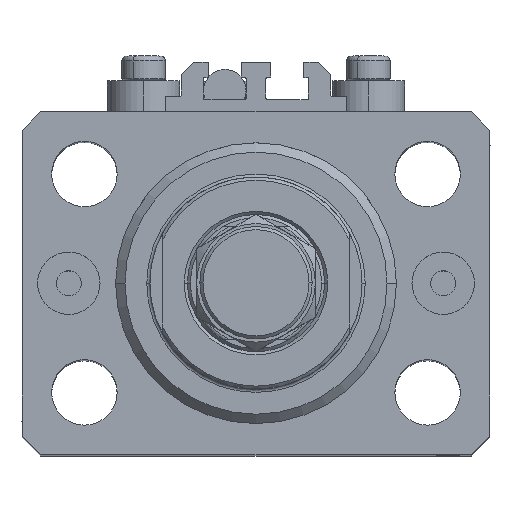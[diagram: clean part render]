
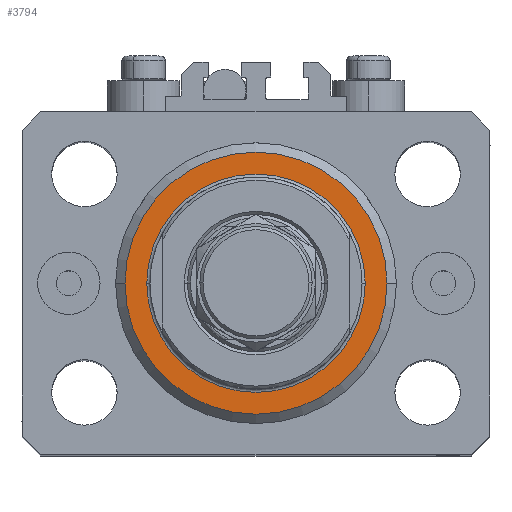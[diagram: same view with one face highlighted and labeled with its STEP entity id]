
A CAD part, top view. The second image highlights one B-rep face of the part: STEP entity #3794.
In plain terms, the highlighted face is planar.
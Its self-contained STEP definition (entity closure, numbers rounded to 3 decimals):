
#347 = AXIS2_PLACEMENT_3D ( 'NONE', #48965, #49446, #37155 ) ;
#2548 = DIRECTION ( 'NONE',  ( 0., 0., 1. ) ) ;
#3794 = ADVANCED_FACE ( 'NONE', ( #24372, #20620 ), #32172, .F. ) ;
#3830 = AXIS2_PLACEMENT_3D ( 'NONE', #17078, #31646, #5307 ) ;
#5307 = DIRECTION ( 'NONE',  ( 1., 0., 0. ) ) ;
#5701 = EDGE_CURVE ( 'NONE', #34590, #16566, #27869, .T. ) ;
#5977 = VERTEX_POINT ( 'NONE', #17491 ) ;
#6870 = CARTESIAN_POINT ( 'NONE',  ( 21., 0., 0. ) ) ;
#6974 = DIRECTION ( 'NONE',  ( 1., 0., 0. ) ) ;
#7058 = EDGE_CURVE ( 'NONE', #34857, #5977, #14261, .T. ) ;
#8413 = CARTESIAN_POINT ( 'NONE',  ( 17.5, 0., 0. ) ) ;
#10067 = DIRECTION ( 'NONE',  ( 1., 0., 0. ) ) ;
#14013 = CARTESIAN_POINT ( 'NONE',  ( 0., 0., 0. ) ) ;
#14261 = CIRCLE ( 'NONE', #3830, 21. ) ;
#15804 = ORIENTED_EDGE ( 'NONE', *, *, #29012, .T. ) ;
#15903 = ORIENTED_EDGE ( 'NONE', *, *, #7058, .T. ) ;
#16566 = VERTEX_POINT ( 'NONE', #38384 ) ;
#17078 = CARTESIAN_POINT ( 'NONE',  ( 0., 0., 0. ) ) ;
#17491 = CARTESIAN_POINT ( 'NONE',  ( -21., 0., 0. ) ) ;
#20498 = CIRCLE ( 'NONE', #48557, 21. ) ;
#20620 = FACE_OUTER_BOUND ( 'NONE', #41079, .T. ) ;
#21262 = AXIS2_PLACEMENT_3D ( 'NONE', #36669, #2548, #10067 ) ;
#21561 = DIRECTION ( 'NONE',  ( 1., 0., 0. ) ) ;
#24372 = FACE_BOUND ( 'NONE', #42880, .T. ) ;
#27869 = CIRCLE ( 'NONE', #42265, 17.5 ) ;
#29012 = EDGE_CURVE ( 'NONE', #16566, #34590, #32391, .T. ) ;
#31646 = DIRECTION ( 'NONE',  ( 0., 0., -1. ) ) ;
#31912 = EDGE_CURVE ( 'NONE', #5977, #34857, #20498, .T. ) ;
#32172 = PLANE ( 'NONE',  #21262 ) ;
#32391 = CIRCLE ( 'NONE', #347, 17.5 ) ;
#33627 = ORIENTED_EDGE ( 'NONE', *, *, #31912, .T. ) ;
#34590 = VERTEX_POINT ( 'NONE', #8413 ) ;
#34857 = VERTEX_POINT ( 'NONE', #6870 ) ;
#36627 = CARTESIAN_POINT ( 'NONE',  ( 0., 0., 0. ) ) ;
#36669 = CARTESIAN_POINT ( 'NONE',  ( 0., 0., 0. ) ) ;
#37155 = DIRECTION ( 'NONE',  ( 1., 0., 0. ) ) ;
#38384 = CARTESIAN_POINT ( 'NONE',  ( -17.5, 0., 0. ) ) ;
#41079 = EDGE_LOOP ( 'NONE', ( #15903, #33627 ) ) ;
#42265 = AXIS2_PLACEMENT_3D ( 'NONE', #36627, #48195, #21561 ) ;
#42880 = EDGE_LOOP ( 'NONE', ( #44200, #15804 ) ) ;
#44200 = ORIENTED_EDGE ( 'NONE', *, *, #5701, .T. ) ;
#45122 = DIRECTION ( 'NONE',  ( 0., 0., -1. ) ) ;
#48195 = DIRECTION ( 'NONE',  ( 0., 0., 1. ) ) ;
#48557 = AXIS2_PLACEMENT_3D ( 'NONE', #14013, #45122, #6974 ) ;
#48965 = CARTESIAN_POINT ( 'NONE',  ( 0., 0., 0. ) ) ;
#49446 = DIRECTION ( 'NONE',  ( 0., 0., 1. ) ) ;
